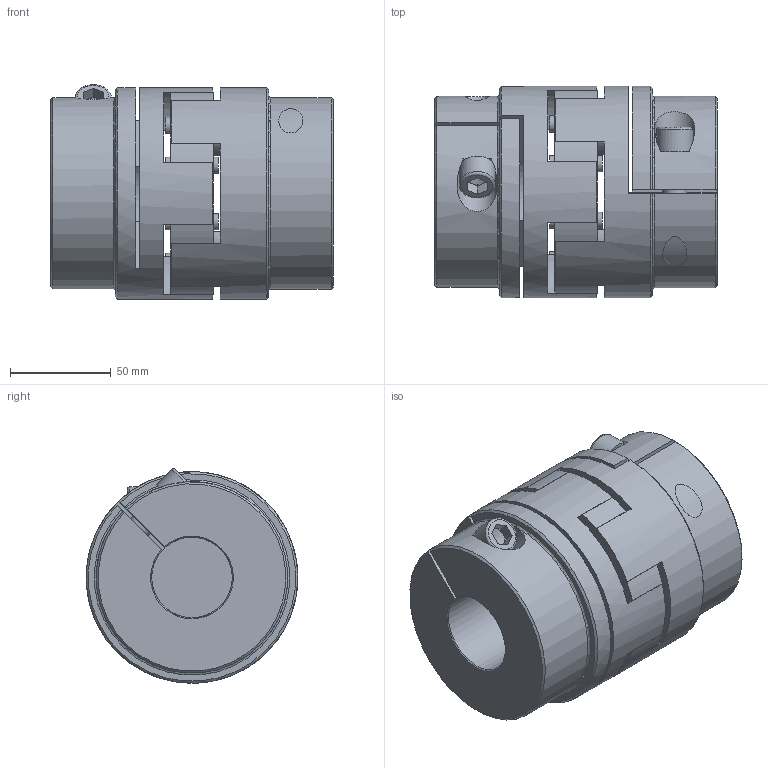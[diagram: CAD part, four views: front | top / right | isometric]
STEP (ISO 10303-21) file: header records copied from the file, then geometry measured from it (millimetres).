
FILE_DESCRIPTION(/* description */ ('STEP AP203'),/* implementation_level */ '2;1');
FILE_NAME(/* name */ 'KBE2-48-40-40',/* time_stamp */ '2023-06-20T11:19:46+02:00',/* author */ ('License CC BY-ND 4.0'),/* organization */ ('CADENAS'),/* preprocessor_version */ 'ST-DEVELOPER v19.3',/* originating_system */ 'PARTsolutions',/* authorisation */ ' ');
FILE_SCHEMA (('CONFIG_CONTROL_DESIGN'));
Length unit declared in the file: millimetre
Products named in the file (1): KBE2-48-40-40
Bounding box: 140 x 105 x 106.45 mm (x, y, z)
Volume: 891310.6 mm3; surface area: 127755.7 mm2
Topology: 1 solids, 2 shells, 166 faces, 489 edges, 308 vertices
Faces by surface type: cylinder 76, plane 76, cone 10, torus 4
Full cylindrical faces by diameter (mm): 8 x8, 12 x4, 13.5 x2, 18 x2, 40 x2, 63 x2, 105 x2
Entity records: 6613 total; most frequent: CARTESIAN_POINT 1036, DIRECTION 992, ORIENTED_EDGE 888, EDGE_CURVE 444, AXIS2_PLACEMENT_3D 405, VERTEX_POINT 294, CIRCLE 240, FACE_BOUND 212
